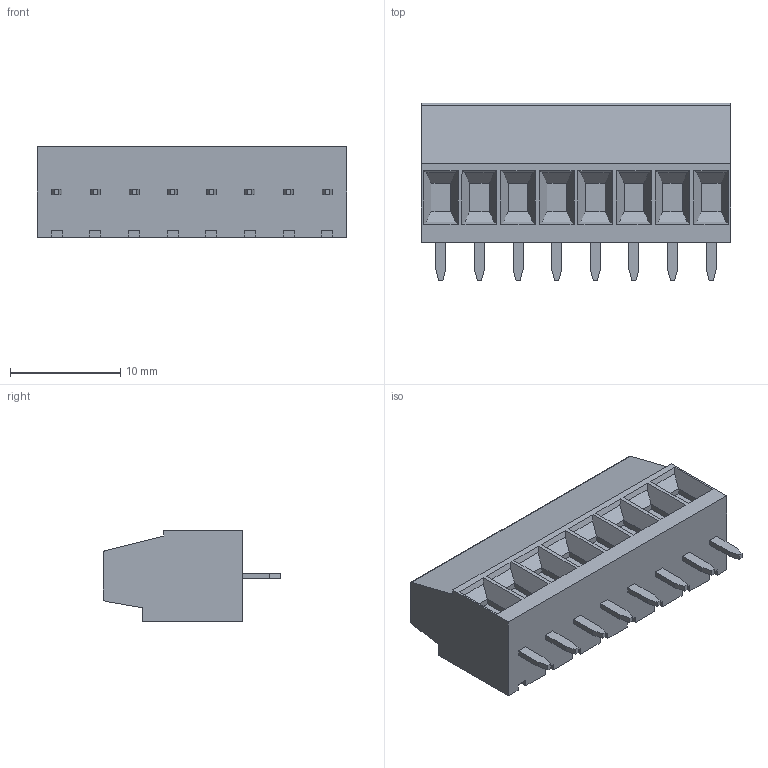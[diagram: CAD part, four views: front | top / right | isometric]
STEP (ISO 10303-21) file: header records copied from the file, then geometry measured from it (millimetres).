
FILE_DESCRIPTION(('STEP AP214'),'1');
FILE_NAME('MVS138-3,5-V-L.stp','2018-07-13T07:28:21',(' '),(' '),'Spatial InterOp 3D',' ',' ');
FILE_SCHEMA(('automotive_design'));
Length unit declared in the file: metre
Products named in the file (1): 1
Bounding box: 28 x 16.1 x 8.2 mm (x, y, z)
Volume: 2297.7 mm3; surface area: 1957.9 mm2
Topology: 1 solids, 1 shells, 476 faces, 1326 edges, 868 vertices
Faces by surface type: plane 402, cylinder 58, cone 8, torus 8
Full cylindrical faces by diameter (mm): 2 x8, 2.1 x8, 2.8 x8, 3 x8
Entity records: 18783 total; most frequent: CARTESIAN_POINT 2887, ORIENTED_EDGE 2508, DIRECTION 2396, EDGE_CURVE 1254, LINE 970, VECTOR 970, VERTEX_POINT 844, AXIS2_PLACEMENT_3D 713
